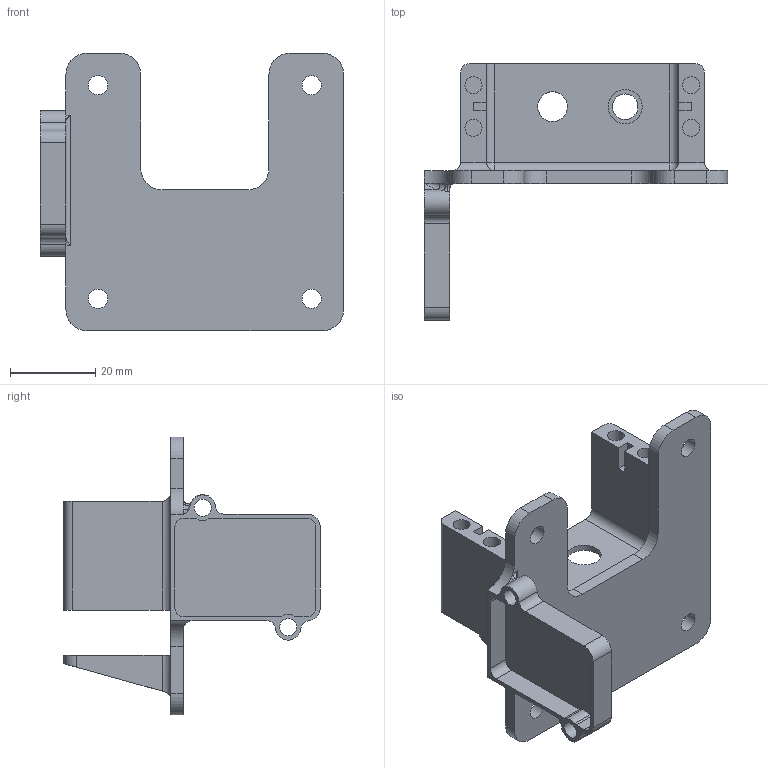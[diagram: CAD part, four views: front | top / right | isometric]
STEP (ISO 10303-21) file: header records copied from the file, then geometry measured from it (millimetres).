
FILE_DESCRIPTION(/* description */ (''),/* implementation_level */ '2;1');
FILE_NAME(/* name */ 'ClawBody.stp',/* time_stamp */ '2023-04-16T23:54:04-04:00',/* author */ (''),/* organization */ (''),/* preprocessor_version */ 'ST-DEVELOPER v18.102',/* originating_system */ 'SIEMENS PLM Software NX2206.6002',/* authorisation */ '');
FILE_SCHEMA (('AUTOMOTIVE_DESIGN { 1 0 10303 214 3 1 1 1 }'));
Length unit declared in the file: millimetre
Products named in the file (1): ClawBody
Bounding box: 71 x 60 x 65 mm (x, y, z)
Volume: 22276.3 mm3; surface area: 17984.3 mm2
Topology: 1 solids, 1 shells, 127 faces, 343 edges, 220 vertices
Faces by surface type: cylinder 67, plane 53, sphere 4, bspline 3
Full cylindrical faces by diameter (mm): 4 x6, 4.5 x4, 6 x1, 7 x2, 8 x1
Entity records: 4024 total; most frequent: CARTESIAN_POINT 800, DIRECTION 689, ORIENTED_EDGE 636, EDGE_CURVE 318, AXIS2_PLACEMENT_3D 254, VERTEX_POINT 214, LINE 181, VECTOR 181
